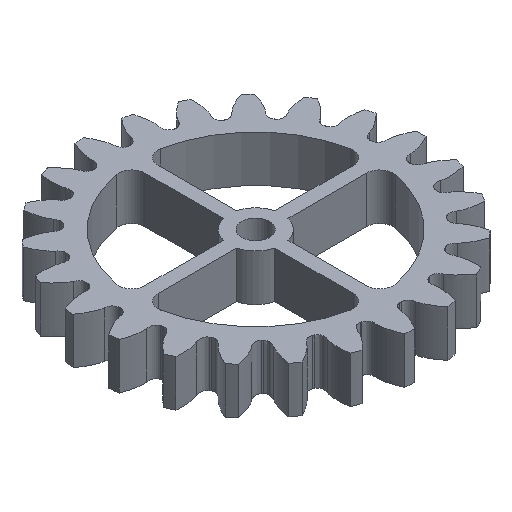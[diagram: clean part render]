
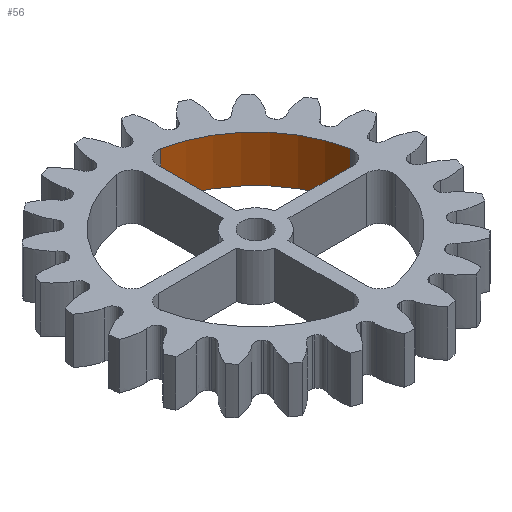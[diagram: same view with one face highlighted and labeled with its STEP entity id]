
A CAD part, isometric view. The second image highlights one B-rep face of the part: STEP entity #56.
In plain terms, the highlighted cylindrical face has radius 18 mm (diameter 36 mm), a partial arc.
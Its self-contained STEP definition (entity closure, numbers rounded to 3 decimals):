
#56=ADVANCED_FACE('',(#289),#291,.F.);
#289=FACE_BOUND('',#290,.T.);
#290=EDGE_LOOP('',(#1648,#1649,#1650,#1651));
#291=CYLINDRICAL_SURFACE('',#292,18.);
#292=AXIS2_PLACEMENT_3D('',#293,#294,#295);
#293=CARTESIAN_POINT('',(0.,0.,0.));
#294=DIRECTION('',(0.,0.,1.));
#295=DIRECTION('',(0.,-1.,0.));
#1648=ORIENTED_EDGE('',*,*,#5372,.F.);
#1649=ORIENTED_EDGE('',*,*,#5183,.F.);
#1650=ORIENTED_EDGE('',*,*,#5373,.F.);
#1651=ORIENTED_EDGE('',*,*,#5342,.F.);
#5183=EDGE_CURVE('',#5819,#5811,#5821,.T.);
#5342=EDGE_CURVE('',#6136,#6139,#6140,.F.);
#5372=EDGE_CURVE('',#5811,#6136,#6186,.T.);
#5373=EDGE_CURVE('',#6139,#5819,#6187,.F.);
#5811=VERTEX_POINT('',#9447);
#5819=VERTEX_POINT('',#9465);
#5821=CIRCLE('',#9470,18.);
#6136=VERTEX_POINT('',#12645);
#6139=VERTEX_POINT('',#12651);
#6140=CIRCLE('',#12652,18.);
#6186=LINE('',#12770,#12771);
#6187=LINE('',#12773,#12774);
#9447=CARTESIAN_POINT('',(3.375,17.681,0.));
#9465=CARTESIAN_POINT('',(17.681,3.375,0.));
#9470=AXIS2_PLACEMENT_3D('',#9471,#9472,#9473);
#9471=CARTESIAN_POINT('',(0.,0.,0.));
#9472=DIRECTION('',(0.,0.,1.));
#9473=DIRECTION('',(0.982,0.188,0.));
#12645=CARTESIAN_POINT('',(3.375,17.681,7.));
#12651=CARTESIAN_POINT('',(17.681,3.375,7.));
#12652=AXIS2_PLACEMENT_3D('',#12653,#12654,#12655);
#12653=CARTESIAN_POINT('',(0.,0.,7.));
#12654=DIRECTION('',(0.,0.,1.));
#12655=DIRECTION('',(0.982,0.188,0.));
#12770=CARTESIAN_POINT('',(3.375,17.681,0.));
#12771=VECTOR('',#12772,1.);
#12772=DIRECTION('',(0.,0.,1.));
#12773=CARTESIAN_POINT('',(17.681,3.375,0.));
#12774=VECTOR('',#12775,1.);
#12775=DIRECTION('',(0.,0.,1.));
